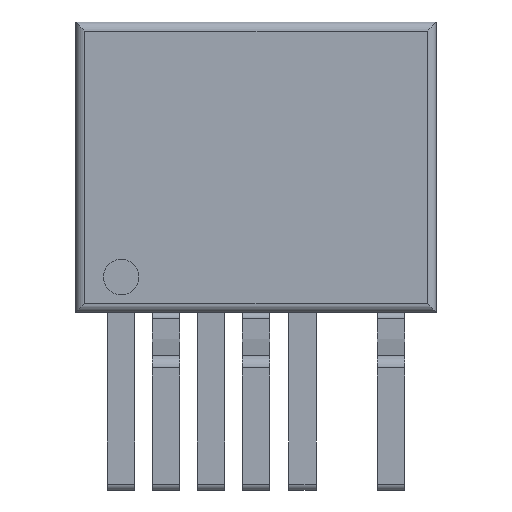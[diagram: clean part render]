
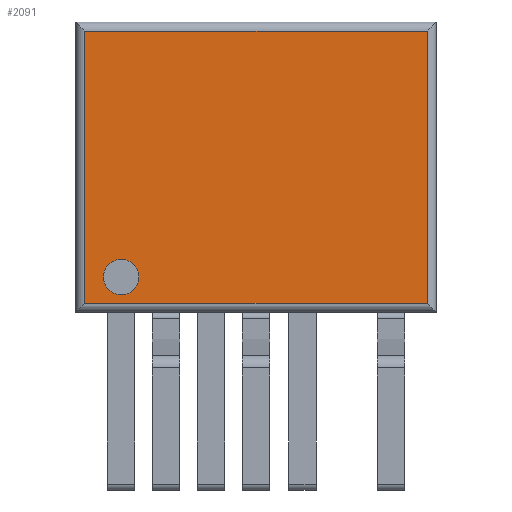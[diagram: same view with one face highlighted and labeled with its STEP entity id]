
A CAD part, front view. The second image highlights one B-rep face of the part: STEP entity #2091.
In plain terms, the highlighted planar face has unit normal (0, -1, 0).
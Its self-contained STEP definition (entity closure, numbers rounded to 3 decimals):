
#742 = VERTEX_POINT('',#743);
#743 = CARTESIAN_POINT('',(8.635,-0.765,3.455));
#752 = VERTEX_POINT('',#753);
#753 = CARTESIAN_POINT('',(8.635,-0.765,11.135));
#760 = EDGE_CURVE('',#742,#752,#761,.T.);
#761 = LINE('',#762,#763);
#762 = CARTESIAN_POINT('',(8.635,-0.765,3.2));
#763 = VECTOR('',#764,1.);
#764 = DIRECTION('',(0.,0.,1.));
#775 = VERTEX_POINT('',#776);
#776 = CARTESIAN_POINT('',(-1.015,-0.765,3.455));
#785 = EDGE_CURVE('',#775,#742,#786,.T.);
#786 = LINE('',#787,#788);
#787 = CARTESIAN_POINT('',(-1.27,-0.765,3.455));
#788 = VECTOR('',#789,1.);
#789 = DIRECTION('',(1.,0.,0.));
#2054 = VERTEX_POINT('',#2055);
#2055 = CARTESIAN_POINT('',(-1.015,-0.765,11.135));
#2064 = EDGE_CURVE('',#2054,#752,#2065,.T.);
#2065 = LINE('',#2066,#2067);
#2066 = CARTESIAN_POINT('',(-1.27,-0.765,11.135));
#2067 = VECTOR('',#2068,1.);
#2068 = DIRECTION('',(1.,0.,0.));
#2081 = EDGE_CURVE('',#775,#2054,#2082,.T.);
#2082 = LINE('',#2083,#2084);
#2083 = CARTESIAN_POINT('',(-1.015,-0.765,3.2));
#2084 = VECTOR('',#2085,1.);
#2085 = DIRECTION('',(0.,0.,1.));
#2091 = ADVANCED_FACE('',(#2092,#2098),#2109,.F.);
#2092 = FACE_BOUND('',#2093,.F.);
#2093 = EDGE_LOOP('',(#2094,#2095,#2096,#2097));
#2094 = ORIENTED_EDGE('',*,*,#2081,.T.);
#2095 = ORIENTED_EDGE('',*,*,#2064,.T.);
#2096 = ORIENTED_EDGE('',*,*,#760,.F.);
#2097 = ORIENTED_EDGE('',*,*,#785,.F.);
#2098 = FACE_BOUND('',#2099,.F.);
#2099 = EDGE_LOOP('',(#2100));
#2100 = ORIENTED_EDGE('',*,*,#2101,.F.);
#2101 = EDGE_CURVE('',#2102,#2102,#2104,.T.);
#2102 = VERTEX_POINT('',#2103);
#2103 = CARTESIAN_POINT('',(0.51,-0.765,4.2));
#2104 = CIRCLE('',#2105,0.5);
#2105 = AXIS2_PLACEMENT_3D('',#2106,#2107,#2108);
#2106 = CARTESIAN_POINT('',(0.01,-0.765,4.2));
#2107 = DIRECTION('',(0.,1.,0.));
#2108 = DIRECTION('',(1.,0.,0.));
#2109 = PLANE('',#2110);
#2110 = AXIS2_PLACEMENT_3D('',#2111,#2112,#2113);
#2111 = CARTESIAN_POINT('',(-1.27,-0.765,3.2));
#2112 = DIRECTION('',(0.,1.,0.));
#2113 = DIRECTION('',(1.,0.,0.));
